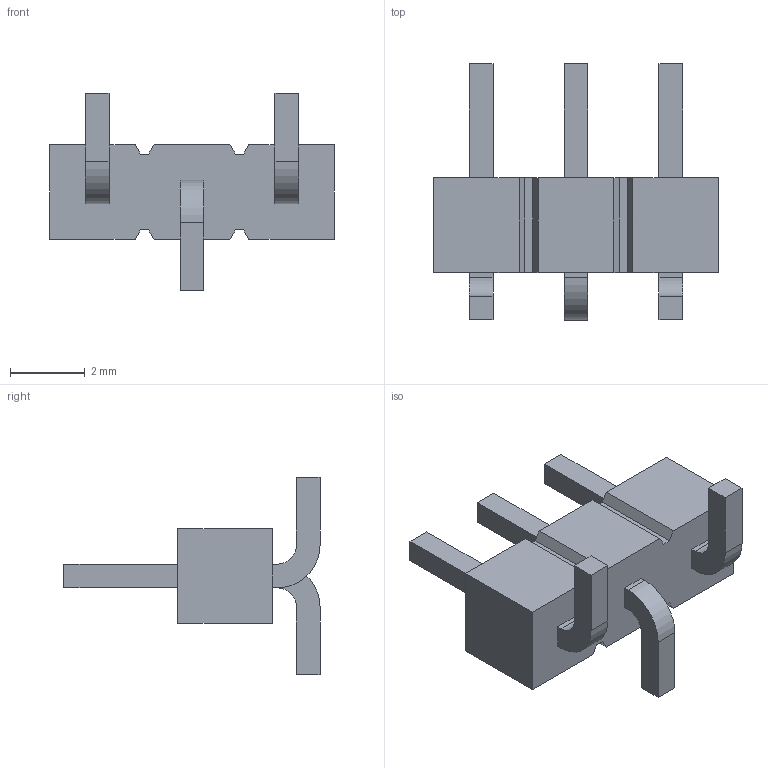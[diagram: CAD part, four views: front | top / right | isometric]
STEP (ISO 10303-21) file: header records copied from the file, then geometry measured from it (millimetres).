
FILE_DESCRIPTION( ( 'STEP AP214' ), '1' );
FILE_NAME( 'TSM-103-04-T-SV.stp', '2019-10-31T10:07:52', ( '' ), ( '' ), ' ', 'PARTsolutions', ' ' );
FILE_SCHEMA( ( 'AUTOMOTIVE_DESIGN { 1 0 10303 214 1 1 1 1 }' ) );
Length unit declared in the file: inch
Products named in the file (3): TSM-103-04-T-SV; _TSM-103-04-SV_body; _T-1S6-21(-04-3-SV)
Assembly tree (2 placements, depth 2):
  TSM-103-04-T-SV
    _TSM-103-04-SV_body
    _T-1S6-21(-04-3-SV)
Bounding box: 7.62 x 6.86 x 5.28 mm (x, y, z)
Volume: 56.2 mm3; surface area: 185.9 mm2
Topology: 2 solids, 2 shells, 78 faces, 216 edges, 144 vertices
Faces by surface type: plane 72, cylinder 6
Entity records: 3142 total; most frequent: CARTESIAN_POINT 441, ORIENTED_EDGE 432, DIRECTION 390, EDGE_CURVE 216, LINE 204, VECTOR 204, VERTEX_POINT 144, AXIS2_PLACEMENT_3D 93
